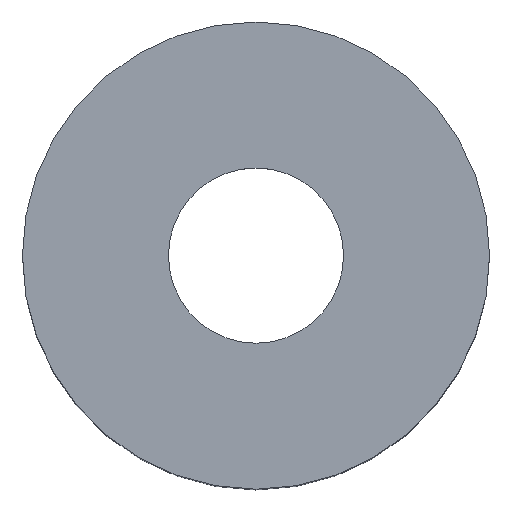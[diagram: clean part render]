
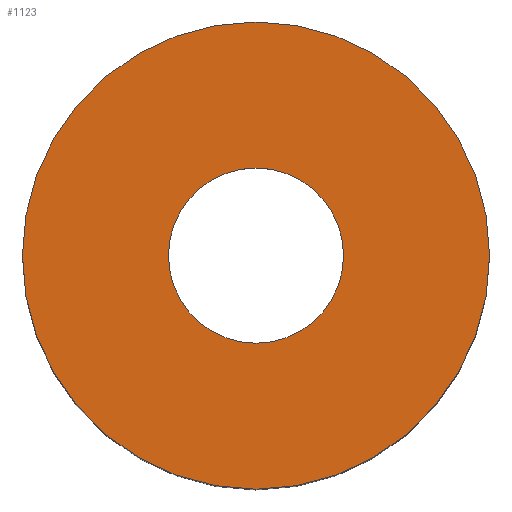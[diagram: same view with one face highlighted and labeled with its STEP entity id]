
A CAD part, top view. The second image highlights one B-rep face of the part: STEP entity #1123.
In plain terms, the highlighted planar face has unit normal (0, 0, 1).
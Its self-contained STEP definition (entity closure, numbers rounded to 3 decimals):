
#30 = CIRCLE ( 'NONE', #463, 6. ) ;
#67 = DIRECTION ( 'NONE',  ( 1., 0., 0. ) ) ;
#139 = VERTEX_POINT ( 'NONE', #1397 ) ;
#158 = CARTESIAN_POINT ( 'NONE',  ( 0., 0., 40. ) ) ;
#306 = CIRCLE ( 'NONE', #2294, 16. ) ;
#325 = VERTEX_POINT ( 'NONE', #434 ) ;
#399 = AXIS2_PLACEMENT_3D ( 'NONE', #158, #978, #513 ) ;
#401 = ORIENTED_EDGE ( 'NONE', *, *, #1652, .F. ) ;
#434 = CARTESIAN_POINT ( 'NONE',  ( 6., 0., 40. ) ) ;
#463 = AXIS2_PLACEMENT_3D ( 'NONE', #2446, #987, #531 ) ;
#490 = FACE_BOUND ( 'NONE', #578, .T. ) ;
#513 = DIRECTION ( 'NONE',  ( 1., 0., 0. ) ) ;
#531 = DIRECTION ( 'NONE',  ( 1., 0., 0. ) ) ;
#578 = EDGE_LOOP ( 'NONE', ( #904, #401 ) ) ;
#629 = ORIENTED_EDGE ( 'NONE', *, *, #1381, .T. ) ;
#793 = DIRECTION ( 'NONE',  ( 1., 0., 0. ) ) ;
#890 = EDGE_CURVE ( 'NONE', #2198, #1960, #306, .T. ) ;
#904 = ORIENTED_EDGE ( 'NONE', *, *, #2604, .F. ) ;
#978 = DIRECTION ( 'NONE',  ( 0., 0., 1. ) ) ;
#987 = DIRECTION ( 'NONE',  ( 0., 0., 1. ) ) ;
#1097 = CIRCLE ( 'NONE', #399, 16. ) ;
#1099 = PLANE ( 'NONE',  #1132 ) ;
#1119 = DIRECTION ( 'NONE',  ( 0., 0., 1. ) ) ;
#1123 = ADVANCED_FACE ( 'NONE', ( #490, #1986 ), #1099, .T. ) ;
#1132 = AXIS2_PLACEMENT_3D ( 'NONE', #1975, #1119, #67 ) ;
#1381 = EDGE_CURVE ( 'NONE', #1960, #2198, #1097, .T. ) ;
#1397 = CARTESIAN_POINT ( 'NONE',  ( -6., 0., 40. ) ) ;
#1470 = DIRECTION ( 'NONE',  ( 1., 0., 0. ) ) ;
#1486 = CARTESIAN_POINT ( 'NONE',  ( 0., 0., 40. ) ) ;
#1537 = EDGE_LOOP ( 'NONE', ( #1775, #629 ) ) ;
#1652 = EDGE_CURVE ( 'NONE', #139, #325, #2567, .T. ) ;
#1775 = ORIENTED_EDGE ( 'NONE', *, *, #890, .T. ) ;
#1830 = CARTESIAN_POINT ( 'NONE',  ( 16., 0., 40. ) ) ;
#1960 = VERTEX_POINT ( 'NONE', #1830 ) ;
#1975 = CARTESIAN_POINT ( 'NONE',  ( 0., 0., 40. ) ) ;
#1986 = FACE_OUTER_BOUND ( 'NONE', #1537, .T. ) ;
#2083 = AXIS2_PLACEMENT_3D ( 'NONE', #1486, #2315, #1470 ) ;
#2152 = CARTESIAN_POINT ( 'NONE',  ( -16., 0., 40. ) ) ;
#2198 = VERTEX_POINT ( 'NONE', #2152 ) ;
#2294 = AXIS2_PLACEMENT_3D ( 'NONE', #2456, #2439, #793 ) ;
#2315 = DIRECTION ( 'NONE',  ( 0., 0., 1. ) ) ;
#2439 = DIRECTION ( 'NONE',  ( 0., 0., 1. ) ) ;
#2446 = CARTESIAN_POINT ( 'NONE',  ( 0., 0., 40. ) ) ;
#2456 = CARTESIAN_POINT ( 'NONE',  ( 0., 0., 40. ) ) ;
#2567 = CIRCLE ( 'NONE', #2083, 6. ) ;
#2604 = EDGE_CURVE ( 'NONE', #325, #139, #30, .T. ) ;
